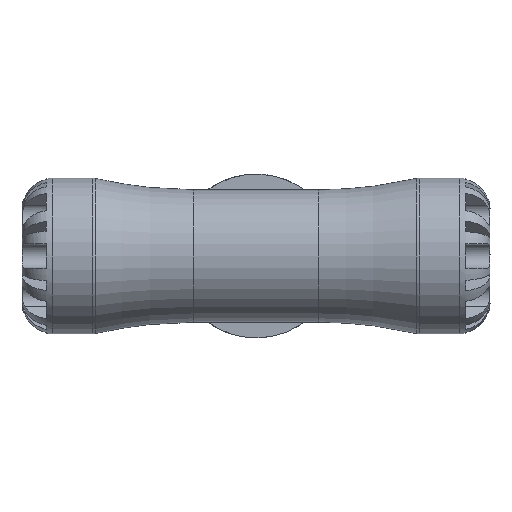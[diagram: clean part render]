
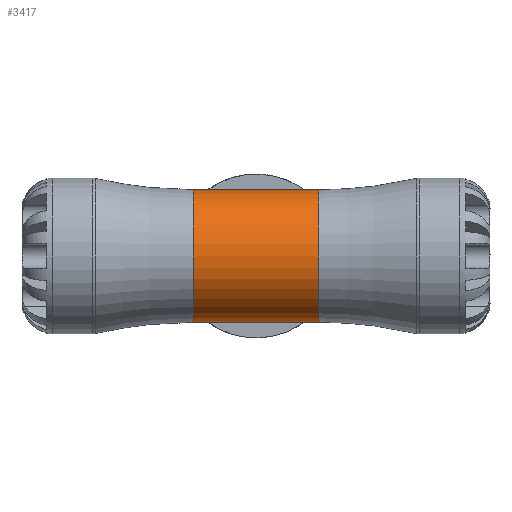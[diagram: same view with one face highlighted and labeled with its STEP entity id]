
A CAD part, front view. The second image highlights one B-rep face of the part: STEP entity #3417.
In plain terms, the highlighted cylindrical face has radius 17.425 mm (diameter 34.85 mm), a full revolution.
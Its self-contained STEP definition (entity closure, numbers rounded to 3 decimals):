
#604=B_SPLINE_CURVE_WITH_KNOTS('',3,(#4979,#4980,#4981,#4982,#4983,#4984,
#4985,#4986,#4987,#4988,#4989,#4990,#4991,#4992,#4993,#4994,#4995,#4996,
#4997,#4998,#4999,#5000,#5001,#5002,#5003,#5004,#5005,#5006,#5007,#5008,
#5009,#5010,#5011,#5012,#5013,#5014,#5015,#5016,#5017,#5018,#5019,#5020,
#5021,#5022,#5023,#5024,#5025,#5026,#5027,#5028,#5029,#5030,#5031,#5032,
#5033,#5034,#5035,#5036,#5037,#5038,#5039,#5040,#5041,#5042,#5043,#5044,
#5045,#5046,#5047,#5048,#5049,#5050,#5051,#5052),.UNSPECIFIED.,.T.,.F.,
(4,2,2,2,2,2,2,2,2,2,2,2,2,2,2,2,2,2,2,2,2,2,2,2,2,2,2,2,2,2,2,2,2,2,2,
2,4),(0.,0.188,0.375,0.75,1.126,
1.501,1.836,2.17,2.505,2.839,
3.174,3.509,3.843,4.178,4.553,
4.928,5.304,5.491,5.679,5.866,
6.054,6.429,6.804,7.18,7.514,
7.849,8.184,8.518,8.853,9.187,
9.522,9.857,10.232,10.607,10.982,
11.17,11.358),.UNSPECIFIED.);
#701=FACE_BOUND('',#936,.T.);
#702=FACE_BOUND('',#937,.T.);
#731=FACE_OUTER_BOUND('',#935,.T.);
#935=EDGE_LOOP('',(#2166));
#936=EDGE_LOOP('',(#2167));
#937=EDGE_LOOP('',(#2168));
#1169=CIRCLE('',#3624,17.425);
#1170=CIRCLE('',#3625,17.425);
#1344=VERTEX_POINT('',#4974);
#1345=VERTEX_POINT('',#4976);
#1346=VERTEX_POINT('',#4978);
#1668=EDGE_CURVE('',#1344,#1344,#1169,.T.);
#1669=EDGE_CURVE('',#1345,#1345,#1170,.T.);
#1670=EDGE_CURVE('',#1346,#1346,#604,.T.);
#2166=ORIENTED_EDGE('',*,*,#1668,.F.);
#2167=ORIENTED_EDGE('',*,*,#1669,.T.);
#2168=ORIENTED_EDGE('',*,*,#1670,.F.);
#3162=CYLINDRICAL_SURFACE('',#3623,17.425);
#3417=ADVANCED_FACE('',(#731,#701,#702),#3162,.T.);
#3623=AXIS2_PLACEMENT_3D('',#4973,#4004,#4005);
#3624=AXIS2_PLACEMENT_3D('',#4975,#4006,#4007);
#3625=AXIS2_PLACEMENT_3D('',#4977,#4008,#4009);
#4004=DIRECTION('center_axis',(1.,0.,0.));
#4005=DIRECTION('ref_axis',(0.,1.,0.));
#4006=DIRECTION('center_axis',(1.,0.,0.));
#4007=DIRECTION('ref_axis',(0.,0.,-1.));
#4008=DIRECTION('center_axis',(1.,0.,0.));
#4009=DIRECTION('ref_axis',(0.,0.,-1.));
#4973=CARTESIAN_POINT('Origin',(8.25,0.,0.));
#4974=CARTESIAN_POINT('',(16.5,17.425,0.));
#4975=CARTESIAN_POINT('Origin',(16.5,0.,0.));
#4976=CARTESIAN_POINT('',(-16.5,17.425,0.));
#4977=CARTESIAN_POINT('Origin',(-16.5,0.,0.));
#4978=CARTESIAN_POINT('',(0.,5.888,-16.4));
#4979=CARTESIAN_POINT('Ctrl Pts',(0.,5.888,
-16.4));
#4980=CARTESIAN_POINT('Ctrl Pts',(-0.625,5.888,-16.4));
#4981=CARTESIAN_POINT('Ctrl Pts',(-1.209,5.987,-16.365));
#4982=CARTESIAN_POINT('Ctrl Pts',(-2.325,6.308,-16.244));
#4983=CARTESIAN_POINT('Ctrl Pts',(-2.859,6.53,-16.158));
#4984=CARTESIAN_POINT('Ctrl Pts',(-4.419,7.306,-15.829));
#4985=CARTESIAN_POINT('Ctrl Pts',(-5.407,7.967,-15.518));
#4986=CARTESIAN_POINT('Ctrl Pts',(-7.335,9.383,-14.706));
#4987=CARTESIAN_POINT('Ctrl Pts',(-8.266,10.137,-14.204));
#4988=CARTESIAN_POINT('Ctrl Pts',(-10.023,11.615,-13.024));
#4989=CARTESIAN_POINT('Ctrl Pts',(-10.848,12.339,-12.345));
#4990=CARTESIAN_POINT('Ctrl Pts',(-12.264,13.601,-10.929));
#4991=CARTESIAN_POINT('Ctrl Pts',(-12.913,14.19,-10.164));
#4992=CARTESIAN_POINT('Ctrl Pts',(-14.089,15.268,-8.458));
#4993=CARTESIAN_POINT('Ctrl Pts',(-14.616,15.757,-7.518));
#4994=CARTESIAN_POINT('Ctrl Pts',(-15.485,16.566,-5.511));
#4995=CARTESIAN_POINT('Ctrl Pts',(-15.827,16.886,-4.442));
#4996=CARTESIAN_POINT('Ctrl Pts',(-16.284,17.316,-2.244));
#4997=CARTESIAN_POINT('Ctrl Pts',(-16.4,17.425,-1.115));
#4998=CARTESIAN_POINT('Ctrl Pts',(-16.4,17.425,1.115));
#4999=CARTESIAN_POINT('Ctrl Pts',(-16.284,17.316,2.244));
#5000=CARTESIAN_POINT('Ctrl Pts',(-15.827,16.886,4.442));
#5001=CARTESIAN_POINT('Ctrl Pts',(-15.485,16.566,5.511));
#5002=CARTESIAN_POINT('Ctrl Pts',(-14.616,15.757,7.518));
#5003=CARTESIAN_POINT('Ctrl Pts',(-14.089,15.268,8.458));
#5004=CARTESIAN_POINT('Ctrl Pts',(-12.913,14.19,10.164));
#5005=CARTESIAN_POINT('Ctrl Pts',(-12.264,13.601,10.929));
#5006=CARTESIAN_POINT('Ctrl Pts',(-10.848,12.339,12.345));
#5007=CARTESIAN_POINT('Ctrl Pts',(-10.023,11.615,13.024));
#5008=CARTESIAN_POINT('Ctrl Pts',(-8.266,10.137,14.204));
#5009=CARTESIAN_POINT('Ctrl Pts',(-7.335,9.383,14.706));
#5010=CARTESIAN_POINT('Ctrl Pts',(-5.407,7.967,15.518));
#5011=CARTESIAN_POINT('Ctrl Pts',(-4.419,7.306,15.829));
#5012=CARTESIAN_POINT('Ctrl Pts',(-2.859,6.53,16.158));
#5013=CARTESIAN_POINT('Ctrl Pts',(-2.325,6.308,16.244));
#5014=CARTESIAN_POINT('Ctrl Pts',(-1.209,5.987,16.365));
#5015=CARTESIAN_POINT('Ctrl Pts',(-0.625,5.888,16.4));
#5016=CARTESIAN_POINT('Ctrl Pts',(0.625,5.888,16.4));
#5017=CARTESIAN_POINT('Ctrl Pts',(1.209,5.987,16.365));
#5018=CARTESIAN_POINT('Ctrl Pts',(2.325,6.308,16.244));
#5019=CARTESIAN_POINT('Ctrl Pts',(2.859,6.53,16.158));
#5020=CARTESIAN_POINT('Ctrl Pts',(4.419,7.306,15.829));
#5021=CARTESIAN_POINT('Ctrl Pts',(5.407,7.967,15.518));
#5022=CARTESIAN_POINT('Ctrl Pts',(7.335,9.383,14.706));
#5023=CARTESIAN_POINT('Ctrl Pts',(8.266,10.137,14.204));
#5024=CARTESIAN_POINT('Ctrl Pts',(10.023,11.615,13.024));
#5025=CARTESIAN_POINT('Ctrl Pts',(10.848,12.339,12.345));
#5026=CARTESIAN_POINT('Ctrl Pts',(12.264,13.601,10.929));
#5027=CARTESIAN_POINT('Ctrl Pts',(12.913,14.19,10.164));
#5028=CARTESIAN_POINT('Ctrl Pts',(14.089,15.268,8.458));
#5029=CARTESIAN_POINT('Ctrl Pts',(14.616,15.757,7.518));
#5030=CARTESIAN_POINT('Ctrl Pts',(15.485,16.566,5.511));
#5031=CARTESIAN_POINT('Ctrl Pts',(15.827,16.886,4.442));
#5032=CARTESIAN_POINT('Ctrl Pts',(16.284,17.316,2.244));
#5033=CARTESIAN_POINT('Ctrl Pts',(16.4,17.425,1.115));
#5034=CARTESIAN_POINT('Ctrl Pts',(16.4,17.425,-1.115));
#5035=CARTESIAN_POINT('Ctrl Pts',(16.284,17.316,-2.244));
#5036=CARTESIAN_POINT('Ctrl Pts',(15.827,16.886,-4.442));
#5037=CARTESIAN_POINT('Ctrl Pts',(15.485,16.566,-5.511));
#5038=CARTESIAN_POINT('Ctrl Pts',(14.616,15.757,-7.518));
#5039=CARTESIAN_POINT('Ctrl Pts',(14.089,15.268,-8.458));
#5040=CARTESIAN_POINT('Ctrl Pts',(12.913,14.19,-10.164));
#5041=CARTESIAN_POINT('Ctrl Pts',(12.264,13.601,-10.929));
#5042=CARTESIAN_POINT('Ctrl Pts',(10.848,12.339,-12.345));
#5043=CARTESIAN_POINT('Ctrl Pts',(10.023,11.615,-13.024));
#5044=CARTESIAN_POINT('Ctrl Pts',(8.266,10.137,-14.204));
#5045=CARTESIAN_POINT('Ctrl Pts',(7.335,9.383,-14.706));
#5046=CARTESIAN_POINT('Ctrl Pts',(5.407,7.967,-15.518));
#5047=CARTESIAN_POINT('Ctrl Pts',(4.419,7.306,-15.829));
#5048=CARTESIAN_POINT('Ctrl Pts',(2.859,6.53,-16.158));
#5049=CARTESIAN_POINT('Ctrl Pts',(2.325,6.308,-16.244));
#5050=CARTESIAN_POINT('Ctrl Pts',(1.209,5.987,-16.365));
#5051=CARTESIAN_POINT('Ctrl Pts',(0.625,5.888,-16.4));
#5052=CARTESIAN_POINT('Ctrl Pts',(0.,5.888,
-16.4));
